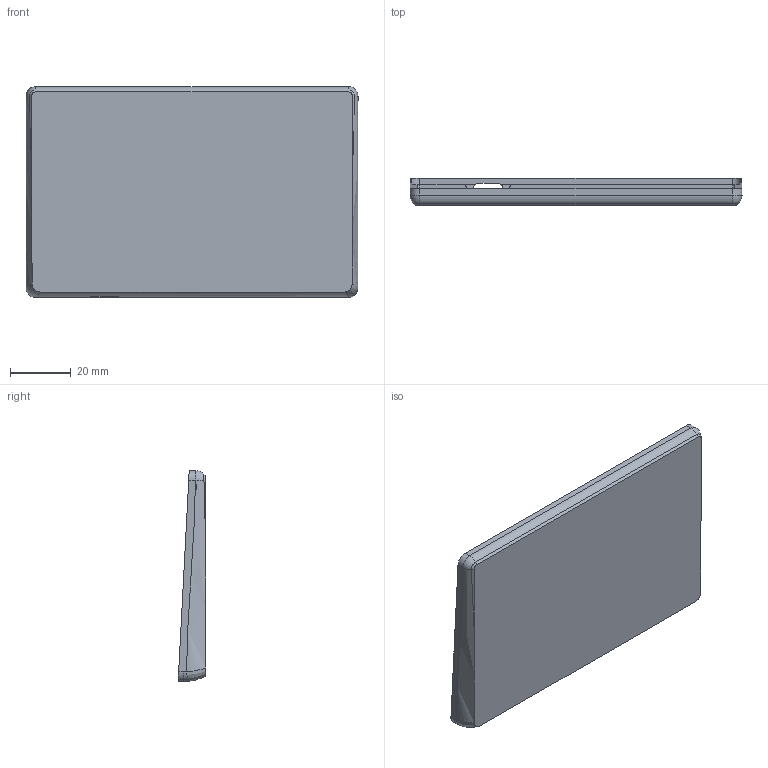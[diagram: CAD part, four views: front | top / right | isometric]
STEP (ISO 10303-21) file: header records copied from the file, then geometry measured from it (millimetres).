
FILE_DESCRIPTION (( 'STEP AP214' ), '1' );
FILE_NAME ('PXM0057_PTP_Type-C_Housing.STEP', '2022-05-17T12:57:38', ( '' ), ( '' ), 'SwSTEP 2.0', 'SolidWorks 2021', '' );
FILE_SCHEMA (( 'AUTOMOTIVE_DESIGN' ));
Length unit declared in the file: millimetre
Products named in the file (1): PXM0057_PTP_Type-C_Housing
Bounding box: 109.7 x 9.16 x 69.7 mm (x, y, z)
Volume: 23886.4 mm3; surface area: 18862.4 mm2
Topology: 1 solids, 1 shells, 125 faces, 303 edges, 188 vertices
Faces by surface type: plane 59, cylinder 32, bspline 16, torus 12, cone 6
Entity records: 4090 total; most frequent: CARTESIAN_POINT 1283, ORIENTED_EDGE 606, DIRECTION 539, EDGE_CURVE 303, AXIS2_PLACEMENT_3D 192, VERTEX_POINT 188, LINE 155, VECTOR 155
